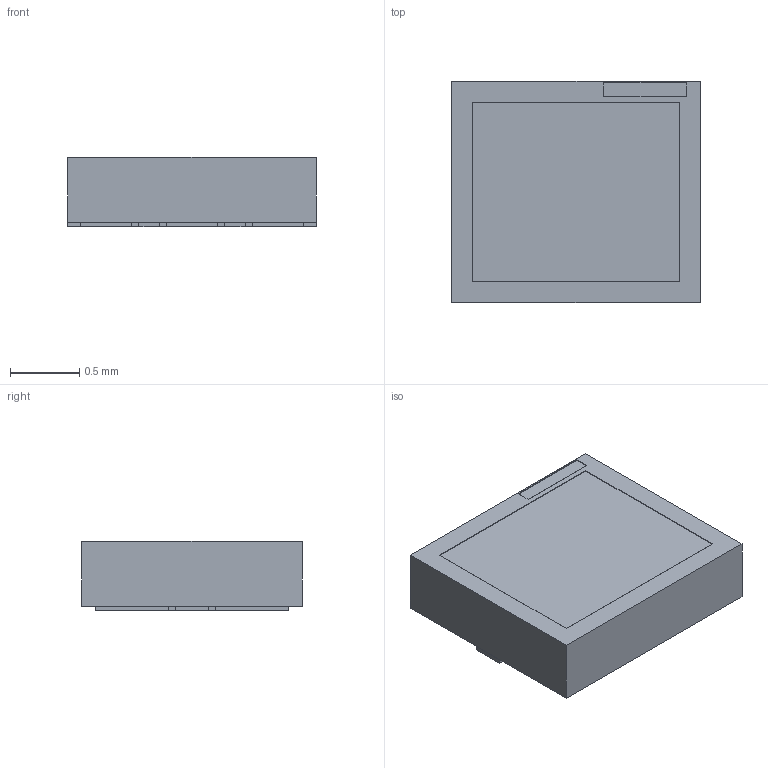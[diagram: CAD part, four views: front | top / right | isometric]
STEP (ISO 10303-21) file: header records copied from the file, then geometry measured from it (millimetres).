
FILE_DESCRIPTION (( 'STEP AP214' ), '1' );
FILE_NAME ('MSL0402RGBU1.STEP', '2025-02-20T11:31:33', ( '' ), ( '' ), 'SwSTEP 2.0', 'SolidWorks 2023', '' );
FILE_SCHEMA (( 'AUTOMOTIVE_DESIGN' ));
Length unit declared in the file: millimetre
Products named in the file (1): MSL0402RGBU1
Bounding box: 1.8 x 1.6 x 0.5 mm (x, y, z)
Volume: 1.4 mm3; surface area: 13.3 mm2
Topology: 8 solids, 8 shells, 74 faces, 168 edges, 112 vertices
Faces by surface type: plane 74
Entity records: 2932 total; most frequent: CARTESIAN_POINT 355, ORIENTED_EDGE 336, DIRECTION 318, EDGE_CURVE 168, VECTOR 168, LINE 168, VERTEX_POINT 112, UNCERTAINTY_MEASURE_WITH_UNIT 83
